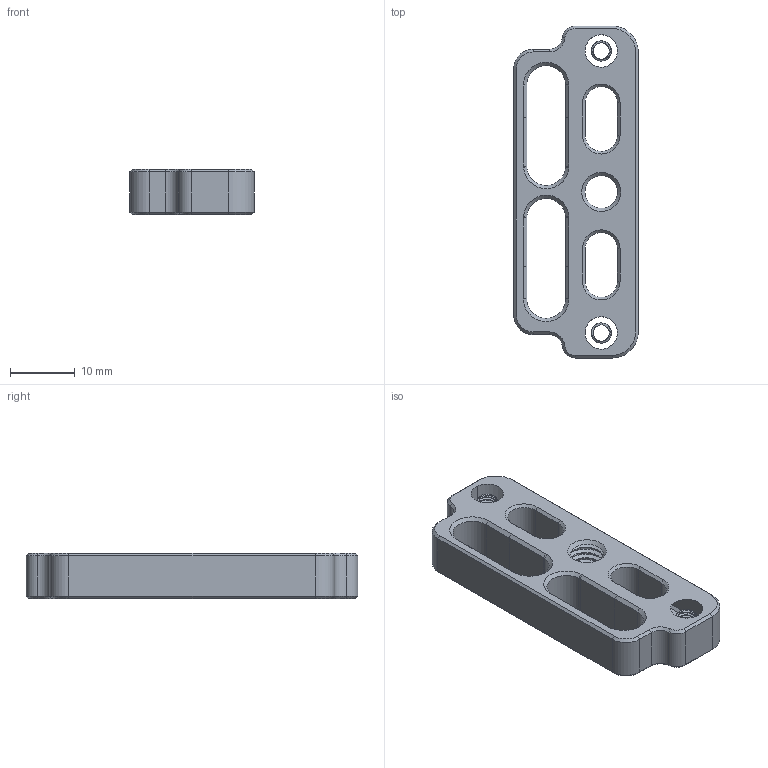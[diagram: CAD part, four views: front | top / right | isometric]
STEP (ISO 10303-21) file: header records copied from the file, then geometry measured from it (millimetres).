
FILE_DESCRIPTION(/* description */ (''),/* implementation_level */ '2;1');
FILE_NAME(/* name */ 'sherpa_adapter.step',/* time_stamp */ '2024-05-06T14:05:55+02:00',/* author */ (''),/* organization */ (''),/* preprocessor_version */ 'ST-DEVELOPER v20',/* originating_system */ 'Autodesk Translation Framework v12.20.1.177',/* authorisation */ '');
FILE_SCHEMA (('AUTOMOTIVE_DESIGN { 1 0 10303 214 3 1 1 }'));
Length unit declared in the file: millimetre
Products named in the file (1): NEW EFFECTOR V400
Bounding box: 19.2 x 51.2 x 7 mm (x, y, z)
Volume: 4009.2 mm3; surface area: 3297.4 mm2
Topology: 1 solids, 1 shells, 188 faces, 468 edges, 284 vertices
Faces by surface type: cylinder 74, plane 62, cone 46, bspline 6
Full cylindrical faces by diameter (mm): 2.529 x12, 3.086 x13, 5.136 x5, 6.147 x4
Entity records: 10307 total; most frequent: CARTESIAN_POINT 5960, ORIENTED_EDGE 936, DIRECTION 822, EDGE_CURVE 468, AXIS2_PLACEMENT_3D 291, VERTEX_POINT 284, LINE 240, VECTOR 240
